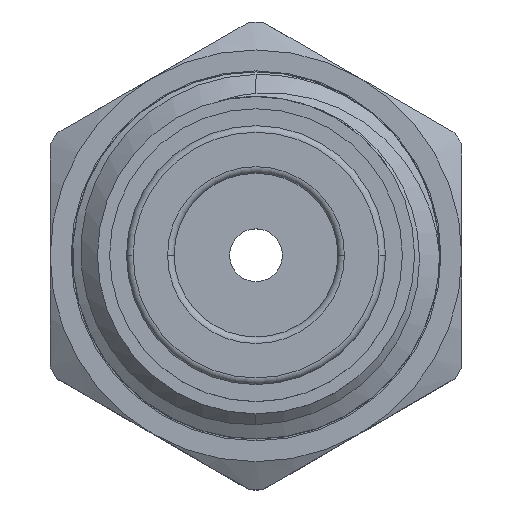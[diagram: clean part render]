
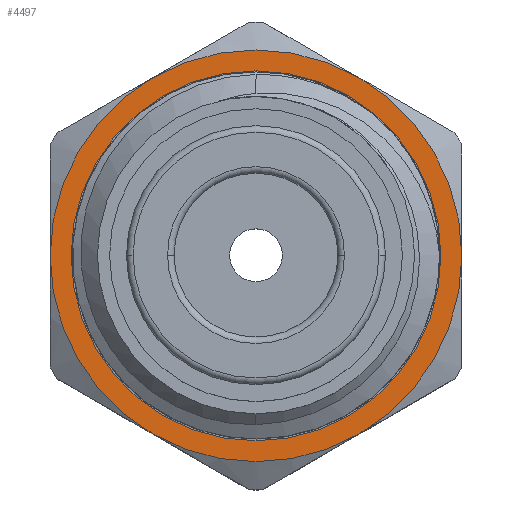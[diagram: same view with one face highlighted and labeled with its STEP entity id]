
A CAD part, top view. The second image highlights one B-rep face of the part: STEP entity #4497.
In plain terms, the highlighted planar face has unit normal (0, 0, 1).
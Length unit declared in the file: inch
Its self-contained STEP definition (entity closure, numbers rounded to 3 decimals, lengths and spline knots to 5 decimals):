
#398 = CARTESIAN_POINT ( 'NONE',  ( 0., 0., 0.93 ) ) ;
#705 = ORIENTED_EDGE ( 'NONE', *, *, #4439, .F. ) ;
#889 = DIRECTION ( 'NONE',  ( 0., -1., 0. ) ) ;
#903 = DIRECTION ( 'NONE',  ( 0., 0., -1. ) ) ;
#1030 = CIRCLE ( 'NONE', #13453, 0.3125 ) ;
#1106 = CARTESIAN_POINT ( 'NONE',  ( 0., 0., 0.93 ) ) ;
#1191 = CIRCLE ( 'NONE', #11844, 0.28075 ) ;
#1804 = ORIENTED_EDGE ( 'NONE', *, *, #4653, .T. ) ;
#1809 = AXIS2_PLACEMENT_3D ( 'NONE', #14751, #6297, #2967 ) ;
#1998 = PLANE ( 'NONE',  #5584 ) ;
#2239 = VERTEX_POINT ( 'NONE', #11697 ) ;
#2596 = VERTEX_POINT ( 'NONE', #15447 ) ;
#2690 = CARTESIAN_POINT ( 'NONE',  ( 0.15625, 0.27063, 0.93 ) ) ;
#2967 = DIRECTION ( 'NONE',  ( 0., -1., 0. ) ) ;
#3769 = EDGE_CURVE ( 'NONE', #15567, #9856, #10019, .T. ) ;
#3847 = CARTESIAN_POINT ( 'NONE',  ( 0.15625, -0.27063, 0.93 ) ) ;
#4439 = EDGE_CURVE ( 'NONE', #9856, #2239, #1030, .T. ) ;
#4497 = ADVANCED_FACE ( 'NONE', ( #6929, #10345 ), #1998, .T. ) ;
#4551 = DIRECTION ( 'NONE',  ( 0., 1., 0. ) ) ;
#4653 = EDGE_CURVE ( 'NONE', #7701, #11741, #6358, .T. ) ;
#4724 = DIRECTION ( 'NONE',  ( 0., -1., 0. ) ) ;
#4786 = EDGE_LOOP ( 'NONE', ( #11406, #1804 ) ) ;
#5210 = DIRECTION ( 'NONE',  ( 0., 0., -1. ) ) ;
#5223 = CARTESIAN_POINT ( 'NONE',  ( -0.15625, 0.27063, 0.93 ) ) ;
#5503 = DIRECTION ( 'NONE',  ( 0., -1., 0. ) ) ;
#5584 = AXIS2_PLACEMENT_3D ( 'NONE', #8320, #15514, #889 ) ;
#6297 = DIRECTION ( 'NONE',  ( 0., 0., -1. ) ) ;
#6328 = CIRCLE ( 'NONE', #7687, 0.3125 ) ;
#6358 = CIRCLE ( 'NONE', #8856, 0.28075 ) ;
#6655 = AXIS2_PLACEMENT_3D ( 'NONE', #14041, #15150, #12913 ) ;
#6929 = FACE_OUTER_BOUND ( 'NONE', #13431, .T. ) ;
#6970 = DIRECTION ( 'NONE',  ( 0., 0., -1. ) ) ;
#6979 = EDGE_CURVE ( 'NONE', #2596, #9783, #6328, .T. ) ;
#7380 = CARTESIAN_POINT ( 'NONE',  ( 0., -0.28075, 0.93 ) ) ;
#7445 = ORIENTED_EDGE ( 'NONE', *, *, #6979, .F. ) ;
#7674 = DIRECTION ( 'NONE',  ( 0., -1., 0. ) ) ;
#7687 = AXIS2_PLACEMENT_3D ( 'NONE', #8297, #9461, #15592 ) ;
#7701 = VERTEX_POINT ( 'NONE', #7380 ) ;
#8071 = DIRECTION ( 'NONE',  ( 0., 0., -1. ) ) ;
#8297 = CARTESIAN_POINT ( 'NONE',  ( 0., 0., 0.93 ) ) ;
#8320 = CARTESIAN_POINT ( 'NONE',  ( 0., 0.28075, 0.93 ) ) ;
#8345 = EDGE_CURVE ( 'NONE', #11741, #7701, #1191, .T. ) ;
#8503 = CARTESIAN_POINT ( 'NONE',  ( -0.3125, 0., 0.93 ) ) ;
#8596 = CARTESIAN_POINT ( 'NONE',  ( 0., 0.28075, 0.93 ) ) ;
#8856 = AXIS2_PLACEMENT_3D ( 'NONE', #12428, #11154, #12316 ) ;
#8888 = ORIENTED_EDGE ( 'NONE', *, *, #3769, .F. ) ;
#9413 = EDGE_CURVE ( 'NONE', #9783, #15567, #10673, .T. ) ;
#9461 = DIRECTION ( 'NONE',  ( 0., 0., -1. ) ) ;
#9783 = VERTEX_POINT ( 'NONE', #8503 ) ;
#9856 = VERTEX_POINT ( 'NONE', #2690 ) ;
#10019 = CIRCLE ( 'NONE', #1809, 0.3125 ) ;
#10345 = FACE_BOUND ( 'NONE', #4786, .T. ) ;
#10673 = CIRCLE ( 'NONE', #6655, 0.3125 ) ;
#10745 = ORIENTED_EDGE ( 'NONE', *, *, #11469, .F. ) ;
#10746 = CARTESIAN_POINT ( 'NONE',  ( 0., 0., 0.93 ) ) ;
#11154 = DIRECTION ( 'NONE',  ( 0., 0., -1. ) ) ;
#11406 = ORIENTED_EDGE ( 'NONE', *, *, #8345, .T. ) ;
#11469 = EDGE_CURVE ( 'NONE', #2239, #14551, #14846, .T. ) ;
#11697 = CARTESIAN_POINT ( 'NONE',  ( 0.3125, 0., 0.93 ) ) ;
#11741 = VERTEX_POINT ( 'NONE', #8596 ) ;
#11844 = AXIS2_PLACEMENT_3D ( 'NONE', #1106, #903, #4551 ) ;
#12316 = DIRECTION ( 'NONE',  ( 0., 1., 0. ) ) ;
#12428 = CARTESIAN_POINT ( 'NONE',  ( 0., 0., 0.93 ) ) ;
#12777 = CARTESIAN_POINT ( 'NONE',  ( 0., 0., 0.93 ) ) ;
#12913 = DIRECTION ( 'NONE',  ( -1., 0., 0. ) ) ;
#13069 = AXIS2_PLACEMENT_3D ( 'NONE', #398, #5210, #7674 ) ;
#13311 = EDGE_CURVE ( 'NONE', #14551, #2596, #13957, .T. ) ;
#13431 = EDGE_LOOP ( 'NONE', ( #7445, #15207, #10745, #705, #8888, #14881 ) ) ;
#13453 = AXIS2_PLACEMENT_3D ( 'NONE', #12777, #8071, #5503 ) ;
#13625 = AXIS2_PLACEMENT_3D ( 'NONE', #10746, #6970, #4724 ) ;
#13957 = CIRCLE ( 'NONE', #13069, 0.3125 ) ;
#14041 = CARTESIAN_POINT ( 'NONE',  ( 0., 0., 0.93 ) ) ;
#14551 = VERTEX_POINT ( 'NONE', #3847 ) ;
#14751 = CARTESIAN_POINT ( 'NONE',  ( 0., 0., 0.93 ) ) ;
#14846 = CIRCLE ( 'NONE', #13625, 0.3125 ) ;
#14881 = ORIENTED_EDGE ( 'NONE', *, *, #9413, .F. ) ;
#15150 = DIRECTION ( 'NONE',  ( 0., 0., -1. ) ) ;
#15207 = ORIENTED_EDGE ( 'NONE', *, *, #13311, .F. ) ;
#15447 = CARTESIAN_POINT ( 'NONE',  ( -0.15625, -0.27063, 0.93 ) ) ;
#15514 = DIRECTION ( 'NONE',  ( 0., 0., 1. ) ) ;
#15567 = VERTEX_POINT ( 'NONE', #5223 ) ;
#15592 = DIRECTION ( 'NONE',  ( 0., -1., 0. ) ) ;
